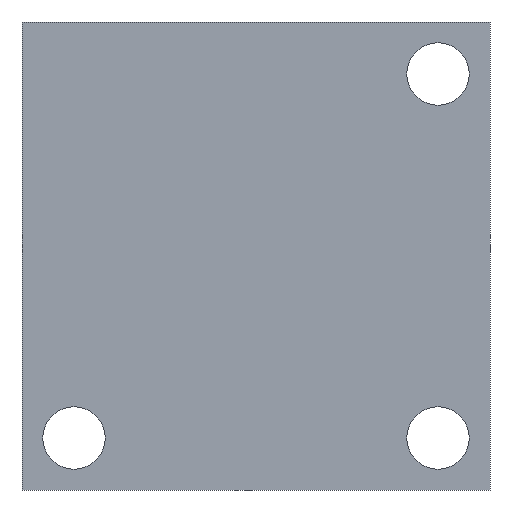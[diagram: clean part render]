
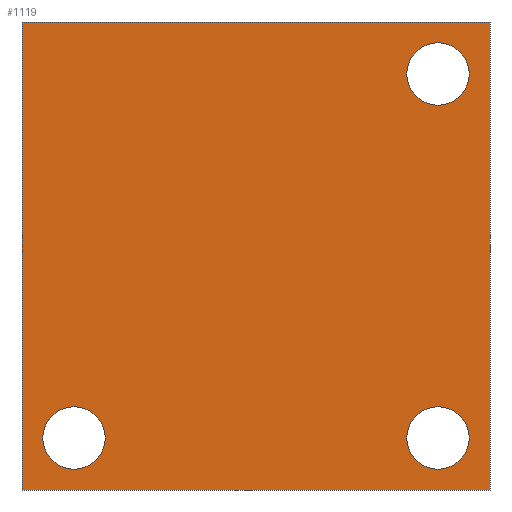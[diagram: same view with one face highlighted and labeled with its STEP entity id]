
A CAD part, front view. The second image highlights one B-rep face of the part: STEP entity #1119.
In plain terms, the highlighted planar face has unit normal (0, -1, 0).
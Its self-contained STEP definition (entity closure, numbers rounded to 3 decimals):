
#325=DIRECTION('',(0.,0.,1.));
#326=VECTOR('',#325,90.);
#327=CARTESIAN_POINT('',(-45.,0.,-45.));
#328=LINE('',#327,#326);
#333=DIRECTION('',(1.,0.,0.));
#334=VECTOR('',#333,90.);
#335=CARTESIAN_POINT('',(-45.,0.,45.));
#336=LINE('',#335,#334);
#340=DIRECTION('',(0.,0.,-1.));
#341=VECTOR('',#340,90.);
#342=CARTESIAN_POINT('',(45.,0.,45.));
#343=LINE('',#342,#341);
#347=DIRECTION('',(-1.,0.,0.));
#348=VECTOR('',#347,90.);
#349=CARTESIAN_POINT('',(45.,0.,-45.));
#350=LINE('',#349,#348);
#354=CARTESIAN_POINT('',(-35.,0.,-35.));
#355=DIRECTION('',(0.,1.,0.));
#356=DIRECTION('',(1.,0.,0.));
#357=AXIS2_PLACEMENT_3D('',#354,#355,#356);
#362=CARTESIAN_POINT('',(-35.,0.,-35.));
#363=DIRECTION('',(0.,1.,0.));
#364=DIRECTION('',(-1.,0.,0.));
#365=AXIS2_PLACEMENT_3D('',#362,#363,#364);
#370=CARTESIAN_POINT('',(35.,0.,-35.));
#371=DIRECTION('',(0.,1.,0.));
#372=DIRECTION('',(1.,0.,0.));
#373=AXIS2_PLACEMENT_3D('',#370,#371,#372);
#378=CARTESIAN_POINT('',(35.,0.,-35.));
#379=DIRECTION('',(0.,1.,0.));
#380=DIRECTION('',(-1.,0.,0.));
#381=AXIS2_PLACEMENT_3D('',#378,#379,#380);
#386=CARTESIAN_POINT('',(35.,0.,35.));
#387=DIRECTION('',(0.,1.,0.));
#388=DIRECTION('',(1.,0.,0.));
#389=AXIS2_PLACEMENT_3D('',#386,#387,#388);
#394=CARTESIAN_POINT('',(35.,0.,35.));
#395=DIRECTION('',(0.,1.,0.));
#396=DIRECTION('',(-1.,0.,0.));
#397=AXIS2_PLACEMENT_3D('',#394,#395,#396);
#970=CARTESIAN_POINT('',(-45.,0.,-45.));
#971=CARTESIAN_POINT('',(-45.,0.,45.));
#972=VERTEX_POINT('',#970);
#973=VERTEX_POINT('',#971);
#974=CARTESIAN_POINT('',(45.,0.,45.));
#975=VERTEX_POINT('',#974);
#976=CARTESIAN_POINT('',(45.,0.,-45.));
#977=VERTEX_POINT('',#976);
#994=CARTESIAN_POINT('',(-29.,0.,-35.));
#995=CARTESIAN_POINT('',(-41.,0.,-35.));
#996=VERTEX_POINT('',#994);
#997=VERTEX_POINT('',#995);
#998=CARTESIAN_POINT('',(41.,0.,-35.));
#999=CARTESIAN_POINT('',(29.,0.,-35.));
#1000=VERTEX_POINT('',#998);
#1001=VERTEX_POINT('',#999);
#1002=CARTESIAN_POINT('',(41.,0.,35.));
#1003=CARTESIAN_POINT('',(29.,0.,35.));
#1004=VERTEX_POINT('',#1002);
#1005=VERTEX_POINT('',#1003);
#1086=CARTESIAN_POINT('',(0.,0.,0.));
#1087=DIRECTION('',(0.,1.,0.));
#1088=DIRECTION('',(1.,0.,0.));
#1089=AXIS2_PLACEMENT_3D('',#1086,#1087,#1088);
#1090=PLANE('',#1089);
#1092=ORIENTED_EDGE('',*,*,#1091,.T.);
#1094=ORIENTED_EDGE('',*,*,#1093,.T.);
#1096=ORIENTED_EDGE('',*,*,#1095,.T.);
#1098=ORIENTED_EDGE('',*,*,#1097,.T.);
#1099=EDGE_LOOP('',(#1092,#1094,#1096,#1098));
#1100=FACE_OUTER_BOUND('',#1099,.F.);
#1102=ORIENTED_EDGE('',*,*,#1101,.F.);
#1104=ORIENTED_EDGE('',*,*,#1103,.F.);
#1105=EDGE_LOOP('',(#1102,#1104));
#1106=FACE_BOUND('',#1105,.F.);
#1108=ORIENTED_EDGE('',*,*,#1107,.F.);
#1110=ORIENTED_EDGE('',*,*,#1109,.F.);
#1111=EDGE_LOOP('',(#1108,#1110));
#1112=FACE_BOUND('',#1111,.F.);
#1114=ORIENTED_EDGE('',*,*,#1113,.F.);
#1116=ORIENTED_EDGE('',*,*,#1115,.F.);
#1117=EDGE_LOOP('',(#1114,#1116));
#1118=FACE_BOUND('',#1117,.F.);
#358=CIRCLE('',#357,6.);
#366=CIRCLE('',#365,6.);
#374=CIRCLE('',#373,6.);
#382=CIRCLE('',#381,6.);
#390=CIRCLE('',#389,6.);
#398=CIRCLE('',#397,6.);
#1091=EDGE_CURVE('',#972,#973,#328,.T.);
#1093=EDGE_CURVE('',#973,#975,#336,.T.);
#1095=EDGE_CURVE('',#975,#977,#343,.T.);
#1097=EDGE_CURVE('',#977,#972,#350,.T.);
#1101=EDGE_CURVE('',#996,#997,#358,.T.);
#1103=EDGE_CURVE('',#997,#996,#366,.T.);
#1107=EDGE_CURVE('',#1000,#1001,#374,.T.);
#1109=EDGE_CURVE('',#1001,#1000,#382,.T.);
#1113=EDGE_CURVE('',#1004,#1005,#390,.T.);
#1115=EDGE_CURVE('',#1005,#1004,#398,.T.);
#1119=ADVANCED_FACE('',(#1100,#1106,#1112,#1118),#1090,.F.);
